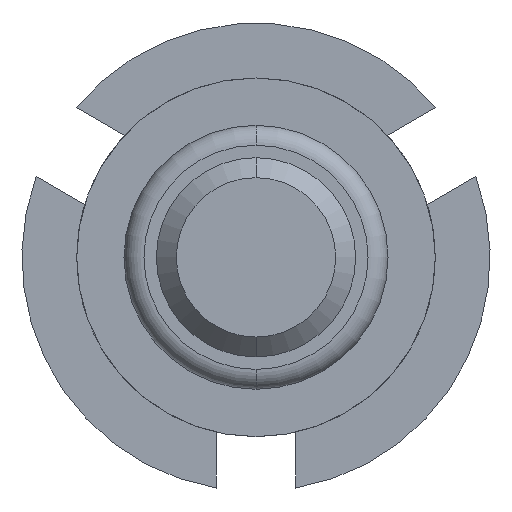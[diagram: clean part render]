
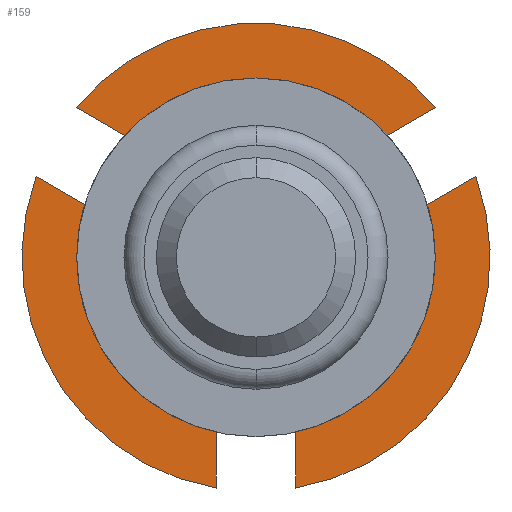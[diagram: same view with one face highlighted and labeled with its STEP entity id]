
A CAD part, front view. The second image highlights one B-rep face of the part: STEP entity #159.
In plain terms, the highlighted planar face has unit normal (0, -1, 0).
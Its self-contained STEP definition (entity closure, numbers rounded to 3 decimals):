
#53 = CIRCLE ( 'NONE', #4496, 2.35 ) ;
#85 = EDGE_CURVE ( 'Defeature ausgef�hrt4_30+Defeature ausgef�hrt4_26+Defeature ausgef�hrt4_27+Defeature ausgef�hrt4_29', #2225, #1641, #4595, .T. ) ;
#142 = VECTOR ( 'NONE', #3337, 1000. ) ;
#159 = ADVANCED_FACE ( 'Defeature ausgef�hrt4_26', ( #2065, #3150 ), #2687, .T. ) ;
#194 = CARTESIAN_POINT ( 'NONE',  ( -1.586, 5.5, 0.454 ) ) ;
#234 = CARTESIAN_POINT ( 'NONE',  ( 0.4, 5.5, -2.316 ) ) ;
#286 = CARTESIAN_POINT ( 'NONE',  ( 0., 5.5, 0. ) ) ;
#395 = VECTOR ( 'NONE', #4495, 1000. ) ;
#401 = VERTEX_POINT ( 'NONE', #2850 ) ;
#428 = ORIENTED_EDGE ( 'NONE', *, *, #3899, .F. ) ;
#478 = VECTOR ( 'NONE', #4074, 1000. ) ;
#491 = CARTESIAN_POINT ( 'NONE',  ( -0.2, 5.5, 0.346 ) ) ;
#541 = DIRECTION ( 'NONE',  ( 0., 1., 0. ) ) ;
#553 = ORIENTED_EDGE ( 'NONE', *, *, #2903, .F. ) ;
#603 = CARTESIAN_POINT ( 'NONE',  ( 1.386, 5.5, 0.8 ) ) ;
#617 = VERTEX_POINT ( 'NONE', #4692 ) ;
#684 = DIRECTION ( 'NONE',  ( 0., 0., -1. ) ) ;
#732 = CARTESIAN_POINT ( 'NONE',  ( -1.186, 5.5, 1.146 ) ) ;
#736 = DIRECTION ( 'NONE',  ( 0., -1., 0. ) ) ;
#772 = VERTEX_POINT ( 'NONE', #3050 ) ;
#834 = EDGE_CURVE ( 'Defeature ausgef�hrt4_36+Defeature ausgef�hrt4_26+Defeature ausgef�hrt4_37+Defeature ausgef�hrt4_35', #4699, #772, #3873, .T. ) ;
#844 = LINE ( 'NONE', #897, #1634 ) ;
#853 = EDGE_CURVE ( 'Defeature ausgef�hrt4_41+Defeature ausgef�hrt4_26+Defeature ausgef�hrt4_42+Defeature ausgef�hrt4_19', #2018, #3642, #4487, .T. ) ;
#897 = CARTESIAN_POINT ( 'NONE',  ( 1.655, 5.5, 0. ) ) ;
#903 = ORIENTED_EDGE ( 'NONE', *, *, #834, .F. ) ;
#935 = EDGE_CURVE ( 'Defeature ausgef�hrt4_34+Defeature ausgef�hrt4_26+Defeature ausgef�hrt4_35+Defeature ausgef�hrt4_43', #1104, #1992, #53, .T. ) ;
#943 = ORIENTED_EDGE ( 'NONE', *, *, #3506, .F. ) ;
#996 = CARTESIAN_POINT ( 'NONE',  ( 1.655, 5.5, 0. ) ) ;
#1049 = CARTESIAN_POINT ( 'NONE',  ( 0.4, 5.5, -1.6 ) ) ;
#1078 = CIRCLE ( 'NONE', #4796, 2.35 ) ;
#1080 = DIRECTION ( 'NONE',  ( 0., 0., -1. ) ) ;
#1103 = DIRECTION ( 'NONE',  ( 0.866, 0., 0.5 ) ) ;
#1104 = VERTEX_POINT ( 'NONE', #2837 ) ;
#1131 = CARTESIAN_POINT ( 'NONE',  ( 0., 5.5, -1.075 ) ) ;
#1205 = VECTOR ( 'NONE', #1491, 1000. ) ;
#1364 = VECTOR ( 'NONE', #3490, 1000. ) ;
#1368 = CARTESIAN_POINT ( 'NONE',  ( -1.805, 5.5, 1.504 ) ) ;
#1386 = EDGE_CURVE ( 'Defeature ausgef�hrt4_20+Defeature ausgef�hrt4_26+Defeature ausgef�hrt4_38+Defeature ausgef�hrt4_37', #617, #4109, #1078, .T. ) ;
#1491 = DIRECTION ( 'NONE',  ( -1., 0., 0. ) ) ;
#1507 = CARTESIAN_POINT ( 'NONE',  ( 0.2, 5.5, -0.346 ) ) ;
#1589 = CARTESIAN_POINT ( 'NONE',  ( 1.586, 5.5, 0.454 ) ) ;
#1631 = EDGE_CURVE ( 'Defeature ausgef�hrt4_29+Defeature ausgef�hrt4_26+Defeature ausgef�hrt4_30+Defeature ausgef�hrt4_28', #1641, #3626, #844, .T. ) ;
#1634 = VECTOR ( 'NONE', #4449, 1000. ) ;
#1635 = CARTESIAN_POINT ( 'NONE',  ( -1.386, 5.5, 0.8 ) ) ;
#1641 = VERTEX_POINT ( 'NONE', #3306 ) ;
#1685 = LINE ( 'NONE', #1507, #3425 ) ;
#1718 = CARTESIAN_POINT ( 'NONE',  ( -1.655, 5.5, 0. ) ) ;
#1751 = EDGE_LOOP ( 'NONE', ( #943, #4891, #4650, #2427 ) ) ;
#1830 = ORIENTED_EDGE ( 'NONE', *, *, #3692, .F. ) ;
#1834 = DIRECTION ( 'NONE',  ( -0.866, 0., 0.5 ) ) ;
#1865 = CARTESIAN_POINT ( 'NONE',  ( 0., 5.5, -1.6 ) ) ;
#1928 = AXIS2_PLACEMENT_3D ( 'NONE', #4264, #3027, #1080 ) ;
#1992 = VERTEX_POINT ( 'NONE', #3101 ) ;
#2018 = VERTEX_POINT ( 'NONE', #732 ) ;
#2038 = LINE ( 'NONE', #4743, #2465 ) ;
#2065 = FACE_OUTER_BOUND ( 'NONE', #2917, .T. ) ;
#2079 = EDGE_CURVE ( 'Defeature ausgef�hrt4_39+Defeature ausgef�hrt4_26+Defeature ausgef�hrt4_40+Defeature ausgef�hrt4_38', #401, #2335, #3256, .T. ) ;
#2126 = DIRECTION ( 'NONE',  ( 0.5, 0., -0.866 ) ) ;
#2138 = CARTESIAN_POINT ( 'NONE',  ( 0., 5.5, 1.075 ) ) ;
#2223 = VECTOR ( 'NONE', #2401, 1000. ) ;
#2225 = VERTEX_POINT ( 'NONE', #3018 ) ;
#2335 = VERTEX_POINT ( 'NONE', #1589 ) ;
#2380 = DIRECTION ( 'NONE',  ( 0., 0., -1. ) ) ;
#2398 = CARTESIAN_POINT ( 'NONE',  ( -0.2, 5.5, -0.346 ) ) ;
#2401 = DIRECTION ( 'NONE',  ( -0.866, 0., -0.5 ) ) ;
#2427 = ORIENTED_EDGE ( 'NONE', *, *, #5070, .F. ) ;
#2465 = VECTOR ( 'NONE', #2380, 1000. ) ;
#2501 = ORIENTED_EDGE ( 'NONE', *, *, #4932, .F. ) ;
#2525 = EDGE_CURVE ( 'Defeature ausgef�hrt4_19+Defeature ausgef�hrt4_26+Defeature ausgef�hrt4_41+Defeature ausgef�hrt4_40', #3642, #4111, #4588, .T. ) ;
#2538 = ORIENTED_EDGE ( 'NONE', *, *, #2079, .F. ) ;
#2670 = AXIS2_PLACEMENT_3D ( 'NONE', #3102, #736, #3499 ) ;
#2679 = ORIENTED_EDGE ( 'NONE', *, *, #3967, .F. ) ;
#2687 = PLANE ( 'NONE',  #2670 ) ;
#2837 = CARTESIAN_POINT ( 'NONE',  ( -0.4, 5.5, -2.316 ) ) ;
#2850 = CARTESIAN_POINT ( 'NONE',  ( 1.186, 5.5, 1.146 ) ) ;
#2903 = EDGE_CURVE ( 'Defeature ausgef�hrt4_43+Defeature ausgef�hrt4_26+Defeature ausgef�hrt4_34+Defeature ausgef�hrt4_42', #1992, #4635, #3501, .T. ) ;
#2917 = EDGE_LOOP ( 'NONE', ( #3349, #2679, #553, #3375, #2501, #903, #3941, #4444, #1830, #2538, #428, #3939 ) ) ;
#2922 = CARTESIAN_POINT ( 'NONE',  ( 0., 5.5, 0. ) ) ;
#2936 = VECTOR ( 'NONE', #4901, 1000. ) ;
#3018 = CARTESIAN_POINT ( 'NONE',  ( -1.655, 5.5, 0. ) ) ;
#3027 = DIRECTION ( 'NONE',  ( 0., 1., 0. ) ) ;
#3050 = CARTESIAN_POINT ( 'NONE',  ( -0.4, 5.5, -1.6 ) ) ;
#3055 = DIRECTION ( 'NONE',  ( 0., 0., -1. ) ) ;
#3063 = LINE ( 'NONE', #2138, #2936 ) ;
#3088 = DIRECTION ( 'NONE',  ( 0.839, 0., -0.545 ) ) ;
#3101 = CARTESIAN_POINT ( 'NONE',  ( -2.205, 5.5, 0.811 ) ) ;
#3102 = CARTESIAN_POINT ( 'NONE',  ( 0., 5.5, 0. ) ) ;
#3117 = EDGE_CURVE ( 'Defeature ausgef�hrt4_37+Defeature ausgef�hrt4_26+Defeature ausgef�hrt4_20+Defeature ausgef�hrt4_36', #4109, #4699, #4944, .T. ) ;
#3139 = VECTOR ( 'NONE', #2126, 1000. ) ;
#3150 = FACE_BOUND ( 'NONE', #1751, .T. ) ;
#3154 = LINE ( 'NONE', #1635, #478 ) ;
#3256 = LINE ( 'NONE', #603, #3139 ) ;
#3266 = VECTOR ( 'NONE', #3088, 1000. ) ;
#3306 = CARTESIAN_POINT ( 'NONE',  ( 0., 5.5, -1.075 ) ) ;
#3337 = DIRECTION ( 'NONE',  ( -0.839, 0., -0.545 ) ) ;
#3349 = ORIENTED_EDGE ( 'NONE', *, *, #853, .F. ) ;
#3375 = ORIENTED_EDGE ( 'NONE', *, *, #935, .F. ) ;
#3405 = CARTESIAN_POINT ( 'NONE',  ( 1.805, 5.5, 1.504 ) ) ;
#3425 = VECTOR ( 'NONE', #1103, 1000. ) ;
#3489 = DIRECTION ( 'NONE',  ( 0., 1., 0. ) ) ;
#3490 = DIRECTION ( 'NONE',  ( 0., 0., 1. ) ) ;
#3499 = DIRECTION ( 'NONE',  ( 0., 0., -1. ) ) ;
#3501 = LINE ( 'NONE', #2398, #395 ) ;
#3506 = EDGE_CURVE ( 'Defeature ausgef�hrt4_28+Defeature ausgef�hrt4_26+Defeature ausgef�hrt4_29+Defeature ausgef�hrt4_27', #3626, #3613, #3063, .T. ) ;
#3515 = CARTESIAN_POINT ( 'NONE',  ( 0.4, 5.5, 0. ) ) ;
#3613 = VERTEX_POINT ( 'NONE', #4153 ) ;
#3626 = VERTEX_POINT ( 'NONE', #996 ) ;
#3640 = VECTOR ( 'NONE', #1834, 1000. ) ;
#3642 = VERTEX_POINT ( 'NONE', #1368 ) ;
#3675 = LINE ( 'NONE', #491, #2223 ) ;
#3692 = EDGE_CURVE ( 'Defeature ausgef�hrt4_38+Defeature ausgef�hrt4_26+Defeature ausgef�hrt4_39+Defeature ausgef�hrt4_20', #2335, #617, #1685, .T. ) ;
#3824 = CARTESIAN_POINT ( 'NONE',  ( 0.2, 5.5, 0.346 ) ) ;
#3873 = LINE ( 'NONE', #1865, #1205 ) ;
#3899 = EDGE_CURVE ( 'Defeature ausgef�hrt4_40+Defeature ausgef�hrt4_26+Defeature ausgef�hrt4_19+Defeature ausgef�hrt4_39', #4111, #401, #3675, .T. ) ;
#3939 = ORIENTED_EDGE ( 'NONE', *, *, #2525, .F. ) ;
#3941 = ORIENTED_EDGE ( 'NONE', *, *, #3117, .F. ) ;
#3967 = EDGE_CURVE ( 'Defeature ausgef�hrt4_42+Defeature ausgef�hrt4_26+Defeature ausgef�hrt4_43+Defeature ausgef�hrt4_41', #4635, #2018, #3154, .T. ) ;
#3971 = LINE ( 'NONE', #1718, #142 ) ;
#4074 = DIRECTION ( 'NONE',  ( 0.5, 0., 0.866 ) ) ;
#4109 = VERTEX_POINT ( 'NONE', #234 ) ;
#4111 = VERTEX_POINT ( 'NONE', #3405 ) ;
#4153 = CARTESIAN_POINT ( 'NONE',  ( 0., 5.5, 1.075 ) ) ;
#4264 = CARTESIAN_POINT ( 'NONE',  ( 0., 5.5, 0. ) ) ;
#4444 = ORIENTED_EDGE ( 'NONE', *, *, #1386, .F. ) ;
#4449 = DIRECTION ( 'NONE',  ( 0.839, 0., 0.545 ) ) ;
#4487 = LINE ( 'NONE', #3824, #3640 ) ;
#4495 = DIRECTION ( 'NONE',  ( 0.866, 0., -0.5 ) ) ;
#4496 = AXIS2_PLACEMENT_3D ( 'NONE', #286, #3489, #3055 ) ;
#4588 = CIRCLE ( 'NONE', #1928, 2.35 ) ;
#4595 = LINE ( 'NONE', #1131, #3266 ) ;
#4635 = VERTEX_POINT ( 'NONE', #194 ) ;
#4650 = ORIENTED_EDGE ( 'NONE', *, *, #85, .F. ) ;
#4692 = CARTESIAN_POINT ( 'NONE',  ( 2.205, 5.5, 0.811 ) ) ;
#4699 = VERTEX_POINT ( 'NONE', #1049 ) ;
#4743 = CARTESIAN_POINT ( 'NONE',  ( -0.4, 5.5, 0. ) ) ;
#4796 = AXIS2_PLACEMENT_3D ( 'NONE', #2922, #541, #684 ) ;
#4891 = ORIENTED_EDGE ( 'NONE', *, *, #1631, .F. ) ;
#4901 = DIRECTION ( 'NONE',  ( -0.839, 0., 0.545 ) ) ;
#4932 = EDGE_CURVE ( 'Defeature ausgef�hrt4_35+Defeature ausgef�hrt4_26+Defeature ausgef�hrt4_36+Defeature ausgef�hrt4_34', #772, #1104, #2038, .T. ) ;
#4944 = LINE ( 'NONE', #3515, #1364 ) ;
#5070 = EDGE_CURVE ( 'Defeature ausgef�hrt4_27+Defeature ausgef�hrt4_26+Defeature ausgef�hrt4_28+Defeature ausgef�hrt4_30', #3613, #2225, #3971, .T. ) ;
